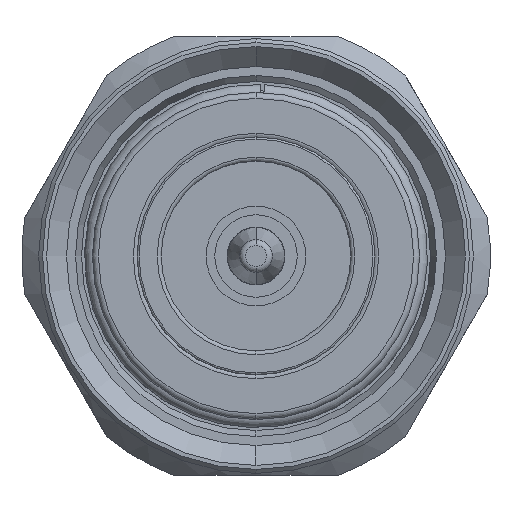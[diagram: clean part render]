
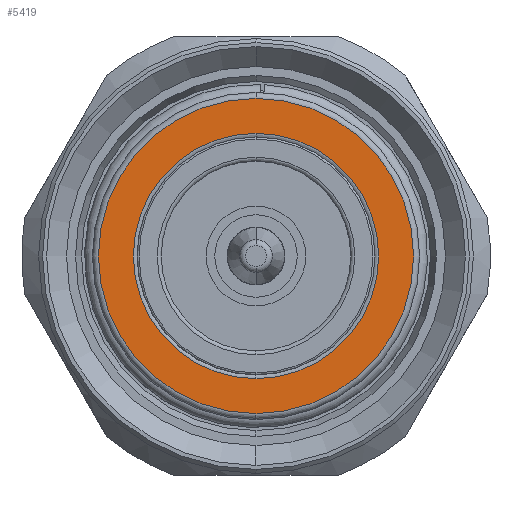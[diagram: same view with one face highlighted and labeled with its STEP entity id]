
A CAD part, left-side view. The second image highlights one B-rep face of the part: STEP entity #5419.
In plain terms, the highlighted planar face has unit normal (-1, 0, 0).
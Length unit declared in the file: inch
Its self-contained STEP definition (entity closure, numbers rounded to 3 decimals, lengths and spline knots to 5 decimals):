
#32 = CARTESIAN_POINT ( 'NONE',  ( 0.20472, 0., 0.24213 ) ) ;
#293 = CARTESIAN_POINT ( 'NONE',  ( 0.20472, 0., 0.31102 ) ) ;
#447 = DIRECTION ( 'NONE',  ( 1., 0., 0. ) ) ;
#585 = DIRECTION ( 'NONE',  ( -1., 0., 0. ) ) ;
#695 = DIRECTION ( 'NONE',  ( 0., 0., 1. ) ) ;
#817 = EDGE_CURVE ( 'NONE', #7337, #6331, #10315, .T. ) ;
#1100 = VERTEX_POINT ( 'NONE', #5425 ) ;
#2038 = AXIS2_PLACEMENT_3D ( 'NONE', #8847, #585, #9705 ) ;
#2444 = ORIENTED_EDGE ( 'NONE', *, *, #4651, .F. ) ;
#2567 = DIRECTION ( 'NONE',  ( -1., 0., 0. ) ) ;
#3107 = EDGE_LOOP ( 'NONE', ( #6064, #2444 ) ) ;
#3417 = DIRECTION ( 'NONE',  ( -1., 0., 0. ) ) ;
#3523 = CARTESIAN_POINT ( 'NONE',  ( 0.20472, 0., -0.31102 ) ) ;
#3663 = DIRECTION ( 'NONE',  ( 0., 1., 0. ) ) ;
#3820 = FACE_OUTER_BOUND ( 'NONE', #4592, .T. ) ;
#3935 = CIRCLE ( 'NONE', #2038, 0.24213 ) ;
#4232 = CARTESIAN_POINT ( 'NONE',  ( 0.20472, 0., 0. ) ) ;
#4592 = EDGE_LOOP ( 'NONE', ( #6003, #4856 ) ) ;
#4651 = EDGE_CURVE ( 'NONE', #1100, #6670, #3935, .T. ) ;
#4793 = DIRECTION ( 'NONE',  ( -1., 0., 0. ) ) ;
#4856 = ORIENTED_EDGE ( 'NONE', *, *, #817, .T. ) ;
#5419 = ADVANCED_FACE ( 'NONE', ( #3820, #10314 ), #8039, .F. ) ;
#5425 = CARTESIAN_POINT ( 'NONE',  ( 0.20472, 0., -0.24213 ) ) ;
#5629 = AXIS2_PLACEMENT_3D ( 'NONE', #8381, #2567, #6838 ) ;
#6003 = ORIENTED_EDGE ( 'NONE', *, *, #6846, .T. ) ;
#6064 = ORIENTED_EDGE ( 'NONE', *, *, #7417, .F. ) ;
#6331 = VERTEX_POINT ( 'NONE', #293 ) ;
#6520 = CIRCLE ( 'NONE', #9468, 0.24213 ) ;
#6670 = VERTEX_POINT ( 'NONE', #32 ) ;
#6728 = DIRECTION ( 'NONE',  ( 0., 0., 1. ) ) ;
#6838 = DIRECTION ( 'NONE',  ( 0., 0., 1. ) ) ;
#6846 = EDGE_CURVE ( 'NONE', #6331, #7337, #8261, .T. ) ;
#7117 = CARTESIAN_POINT ( 'NONE',  ( 0.20472, 0.24213, 0. ) ) ;
#7337 = VERTEX_POINT ( 'NONE', #3523 ) ;
#7417 = EDGE_CURVE ( 'NONE', #6670, #1100, #6520, .T. ) ;
#7714 = AXIS2_PLACEMENT_3D ( 'NONE', #8941, #4793, #695 ) ;
#8039 = PLANE ( 'NONE',  #10202 ) ;
#8261 = CIRCLE ( 'NONE', #5629, 0.31102 ) ;
#8381 = CARTESIAN_POINT ( 'NONE',  ( 0.20472, 0., 0. ) ) ;
#8847 = CARTESIAN_POINT ( 'NONE',  ( 0.20472, 0., 0. ) ) ;
#8941 = CARTESIAN_POINT ( 'NONE',  ( 0.20472, 0., 0. ) ) ;
#9468 = AXIS2_PLACEMENT_3D ( 'NONE', #4232, #3417, #6728 ) ;
#9705 = DIRECTION ( 'NONE',  ( 0., 0., 1. ) ) ;
#10202 = AXIS2_PLACEMENT_3D ( 'NONE', #7117, #447, #3663 ) ;
#10314 = FACE_BOUND ( 'NONE', #3107, .T. ) ;
#10315 = CIRCLE ( 'NONE', #7714, 0.31102 ) ;
